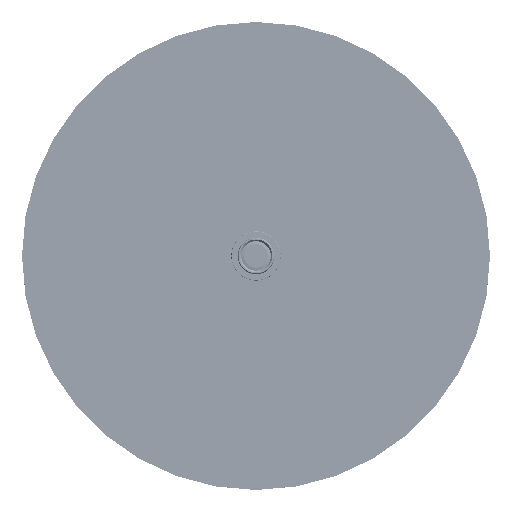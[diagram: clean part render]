
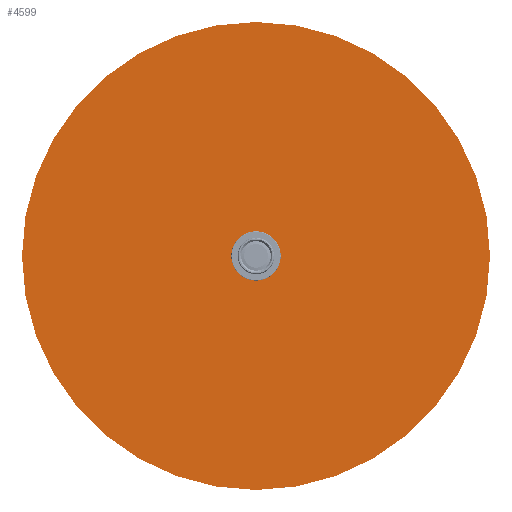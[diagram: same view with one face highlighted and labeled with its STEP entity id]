
A CAD part, top view. The second image highlights one B-rep face of the part: STEP entity #4599.
In plain terms, the highlighted face is planar.
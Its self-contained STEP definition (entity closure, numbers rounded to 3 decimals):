
#782=PLANE('',#4963);
#892=ORIENTED_EDGE('',*,*,#1654,.F.);
#893=ORIENTED_EDGE('',*,*,#1655,.F.);
#1654=EDGE_CURVE('',#2054,#2054,#2448,.T.);
#1655=EDGE_CURVE('',#2055,#2055,#2449,.F.);
#2054=VERTEX_POINT('',#7449);
#2055=VERTEX_POINT('',#7451);
#2448=CIRCLE('',#4964,9.);
#2449=CIRCLE('',#4965,150.);
#2876=EDGE_LOOP('',(#892));
#2877=EDGE_LOOP('',(#893));
#3660=FACE_BOUND('',#2876,.T.);
#3661=FACE_BOUND('',#2877,.T.);
#4599=ADVANCED_FACE('',(#3660,#3661),#782,.T.);
#4963=AXIS2_PLACEMENT_3D('',#7447,#5849,#5850);
#4964=AXIS2_PLACEMENT_3D('',#7448,#5851,#5852);
#4965=AXIS2_PLACEMENT_3D('',#7450,#5853,#5854);
#5849=DIRECTION('',(1.,0.,0.));
#5850=DIRECTION('',(0.,-1.,0.));
#5851=DIRECTION('',(1.,0.,0.));
#5852=DIRECTION('',(0.,0.,-1.));
#5853=DIRECTION('',(1.,0.,0.));
#5854=DIRECTION('',(0.,0.,-1.));
#7447=CARTESIAN_POINT('',(5.,0.,0.));
#7448=CARTESIAN_POINT('',(5.,0.,0.));
#7449=CARTESIAN_POINT('',(5.,0.,-9.));
#7450=CARTESIAN_POINT('',(5.,0.,0.));
#7451=CARTESIAN_POINT('',(5.,0.,-150.));
